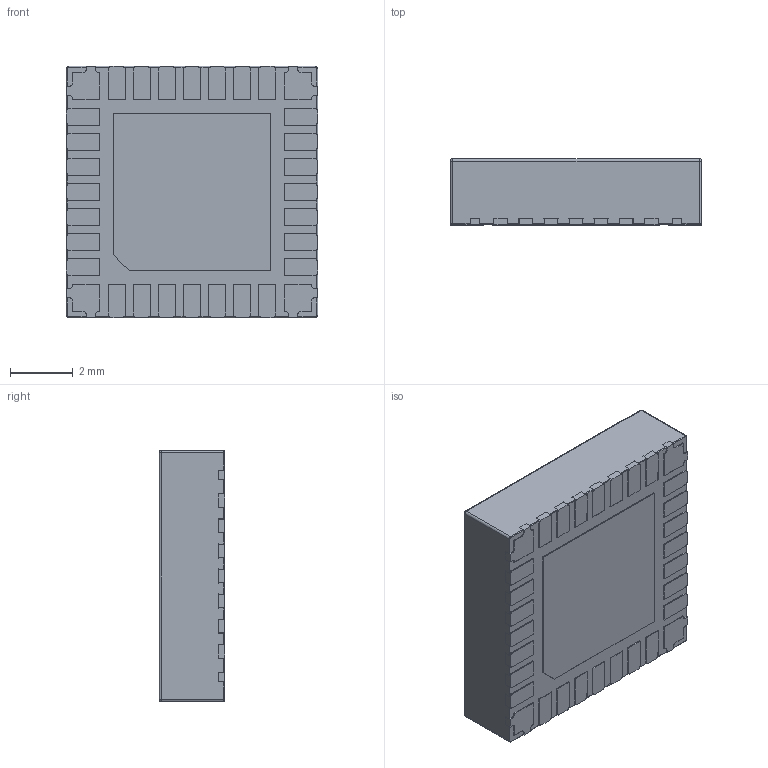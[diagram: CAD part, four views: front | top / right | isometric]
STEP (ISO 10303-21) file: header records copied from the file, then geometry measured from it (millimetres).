
FILE_DESCRIPTION (( 'STEP AP214' ), '1' );
FILE_NAME ('MC33926PNB.STEP', '2025-02-07T08:38:36', ( '' ), ( '' ), 'SwSTEP 2.0', 'SolidWorks 2016', '' );
FILE_SCHEMA (( 'AUTOMOTIVE_DESIGN' ));
Length unit declared in the file: millimetre
Products named in the file (1): MC33926PNB
Bounding box: 8 x 2.1 x 8 mm (x, y, z)
Volume: 133.8 mm3; surface area: 322.6 mm2
Topology: 34 solids, 34 shells, 830 faces, 2264 edges, 1500 vertices
Faces by surface type: plane 628, cylinder 194, sphere 4, torus 4
Entity records: 31470 total; most frequent: CARTESIAN_POINT 5281, ORIENTED_EDGE 4520, DIRECTION 4258, EDGE_CURVE 2260, LINE 1812, VECTOR 1812, VERTEX_POINT 1500, AXIS2_PLACEMENT_3D 1223
